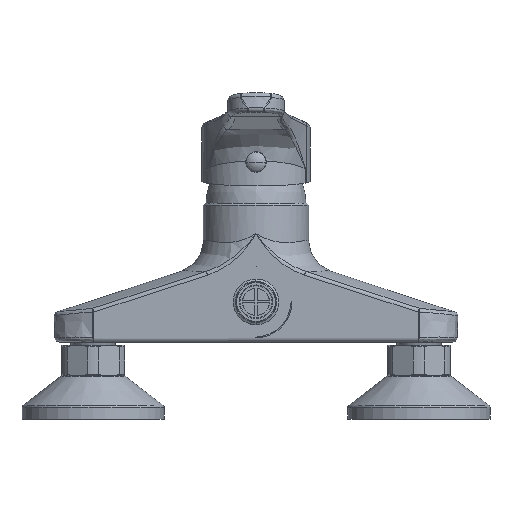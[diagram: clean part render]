
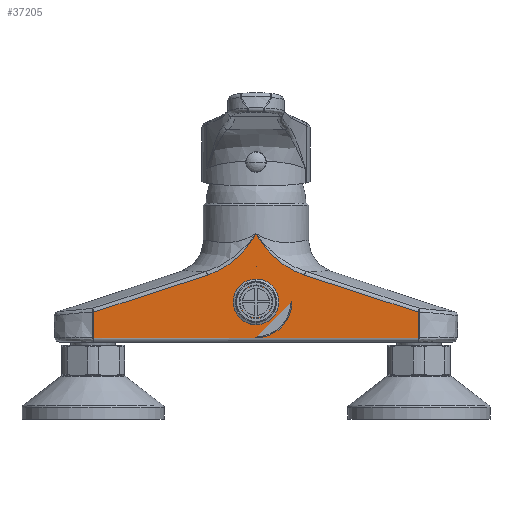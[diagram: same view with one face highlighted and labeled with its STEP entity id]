
A CAD part, front view. The second image highlights one B-rep face of the part: STEP entity #37205.
In plain terms, the highlighted planar face has unit normal (0, -1, 0).
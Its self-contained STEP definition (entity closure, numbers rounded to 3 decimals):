
#4274=CARTESIAN_POINT('',(-0.001,11.,
49.786));
#4281=CARTESIAN_POINT('',(0.,11.,18.5));
#4282=DIRECTION('',(0.,1.,0.));
#4283=DIRECTION('',(0.,0.,-1.));
#4284=AXIS2_PLACEMENT_3D('',#4281,#4282,#4283);
#4286=DIRECTION('',(1.,0.,0.));
#4287=VECTOR('',#4286,74.939);
#4288=CARTESIAN_POINT('',(-74.939,11.,2.));
#4289=LINE('',#4288,#4287);
#4290=CARTESIAN_POINT('',(-74.679,11.,13.757));
#4291=CARTESIAN_POINT('',(-74.702,11.,12.314));
#4292=CARTESIAN_POINT('',(-74.754,11.,9.519));
#4293=CARTESIAN_POINT('',(-74.84,11.,5.609));
#4294=CARTESIAN_POINT('',(-74.905,11.,3.174));
#4295=CARTESIAN_POINT('',(-74.939,11.,2.));
#4297=CARTESIAN_POINT('',(-74.679,11.,13.757));
#4298=CARTESIAN_POINT('',(-68.818,11.,15.663));
#4299=CARTESIAN_POINT('',(-57.125,11.,19.465));
#4300=CARTESIAN_POINT('',(-39.82,11.,25.092));
#4301=CARTESIAN_POINT('',(-28.13,11.,28.892));
#4302=CARTESIAN_POINT('',(-22.273,11.,30.796));
#4304=CARTESIAN_POINT('',(-22.273,11.,30.796));
#4305=CARTESIAN_POINT('',(-21.911,11.,30.914));
#4306=CARTESIAN_POINT('',(-21.186,11.,31.164));
#4307=CARTESIAN_POINT('',(-20.096,11.,31.582));
#4308=CARTESIAN_POINT('',(-19.006,11.,32.045));
#4309=CARTESIAN_POINT('',(-17.918,11.,32.552));
#4310=CARTESIAN_POINT('',(-16.834,11.,33.103));
#4311=CARTESIAN_POINT('',(-15.757,11.,33.699));
#4312=CARTESIAN_POINT('',(-14.687,11.,34.339));
#4313=CARTESIAN_POINT('',(-13.627,11.,35.023));
#4314=CARTESIAN_POINT('',(-12.579,11.,35.751));
#4315=CARTESIAN_POINT('',(-11.542,11.,36.524));
#4316=CARTESIAN_POINT('',(-10.516,11.,37.344));
#4317=CARTESIAN_POINT('',(-9.503,11.,38.211));
#4318=CARTESIAN_POINT('',(-8.499,11.,39.13));
#4319=CARTESIAN_POINT('',(-7.504,11.,40.103));
#4320=CARTESIAN_POINT('',(-6.512,11.,41.138));
#4321=CARTESIAN_POINT('',(-5.519,11.,42.243));
#4322=CARTESIAN_POINT('',(-4.515,11.,43.436));
#4323=CARTESIAN_POINT('',(-3.49,11.,44.733));
#4324=CARTESIAN_POINT('',(-2.423,11.,46.171));
#4325=CARTESIAN_POINT('',(-1.282,11.,47.808));
#4326=CARTESIAN_POINT('',(-0.438,11.,
49.095));
#4327=CARTESIAN_POINT('',(0.,11.,49.784));
#4329=CARTESIAN_POINT('',(22.273,11.,30.796));
#4330=CARTESIAN_POINT('',(21.911,11.,30.914));
#4331=CARTESIAN_POINT('',(21.184,11.,31.164));
#4332=CARTESIAN_POINT('',(20.093,11.,31.584));
#4333=CARTESIAN_POINT('',(19.001,11.,32.047));
#4334=CARTESIAN_POINT('',(17.912,11.,32.555));
#4335=CARTESIAN_POINT('',(16.827,11.,33.107));
#4336=CARTESIAN_POINT('',(15.748,11.,33.704));
#4337=CARTESIAN_POINT('',(14.677,11.,34.345));
#4338=CARTESIAN_POINT('',(13.616,11.,35.03));
#4339=CARTESIAN_POINT('',(12.566,11.,35.76));
#4340=CARTESIAN_POINT('',(11.528,11.,36.535));
#4341=CARTESIAN_POINT('',(10.502,11.,37.356));
#4342=CARTESIAN_POINT('',(9.488,11.,38.224));
#4343=CARTESIAN_POINT('',(8.483,11.,39.145));
#4344=CARTESIAN_POINT('',(7.486,11.,40.12));
#4345=CARTESIAN_POINT('',(6.494,11.,41.157));
#4346=CARTESIAN_POINT('',(5.498,11.,42.267));
#4347=CARTESIAN_POINT('',(4.496,11.,43.459));
#4348=CARTESIAN_POINT('',(3.47,11.,44.759));
#4349=CARTESIAN_POINT('',(2.394,11.,46.211));
#4350=CARTESIAN_POINT('',(1.252,11.,47.853));
#4351=CARTESIAN_POINT('',(0.426,11.,49.115));
#4352=CARTESIAN_POINT('',(0.,11.,49.784));
#4354=CARTESIAN_POINT('',(74.679,11.,13.757));
#4355=CARTESIAN_POINT('',(68.743,11.,15.687));
#4356=CARTESIAN_POINT('',(56.948,11.,19.523));
#4357=CARTESIAN_POINT('',(39.481,11.,25.202));
#4358=CARTESIAN_POINT('',(27.985,11.,28.94));
#4359=CARTESIAN_POINT('',(22.273,11.,30.796));
#4361=CARTESIAN_POINT('',(74.679,11.,13.757));
#4362=CARTESIAN_POINT('',(74.702,11.,12.313));
#4363=CARTESIAN_POINT('',(74.754,11.,9.517));
#4364=CARTESIAN_POINT('',(74.84,11.,5.608));
#4365=CARTESIAN_POINT('',(74.905,11.,3.173));
#4366=CARTESIAN_POINT('',(74.939,11.,2.));
#4368=DIRECTION('',(1.,0.,0.));
#4369=VECTOR('',#4368,74.939);
#4370=CARTESIAN_POINT('',(0.,11.,
2.));
#4371=LINE('',#4370,#4369);
#4372=CARTESIAN_POINT('',(0.,11.,18.5));
#4373=DIRECTION('',(0.,1.,0.));
#4374=DIRECTION('',(0.,0.,1.));
#4375=AXIS2_PLACEMENT_3D('',#4372,#4373,#4374);
#5067=CARTESIAN_POINT('',(74.939,11.,2.));
#6088=CARTESIAN_POINT('',(-74.939,11.,2.));
#25694=VERTEX_POINT('',#4354);
#25695=VERTEX_POINT('',#4359);
#25697=VERTEX_POINT('',#4274);
#25700=VERTEX_POINT('',#4297);
#25701=VERTEX_POINT('',#4302);
#25748=VERTEX_POINT('',#5067);
#25749=VERTEX_POINT('',#6088);
#25884=CARTESIAN_POINT('',(0.,11.,2.));
#25885=CARTESIAN_POINT('',(0.,11.,35.));
#25886=VERTEX_POINT('',#25884);
#25887=VERTEX_POINT('',#25885);
#37180=CARTESIAN_POINT('',(0.,11.,0.));
#37181=DIRECTION('',(0.,1.,0.));
#37182=DIRECTION('',(1.,0.,0.));
#37183=AXIS2_PLACEMENT_3D('',#37180,#37181,#37182);
#37184=PLANE('',#37183);
#37186=ORIENTED_EDGE('',*,*,#37185,.F.);
#37188=ORIENTED_EDGE('',*,*,#37187,.F.);
#37190=ORIENTED_EDGE('',*,*,#37189,.F.);
#37192=ORIENTED_EDGE('',*,*,#37191,.T.);
#37194=ORIENTED_EDGE('',*,*,#37193,.T.);
#37195=ORIENTED_EDGE('',*,*,#37120,.F.);
#37196=ORIENTED_EDGE('',*,*,#37161,.F.);
#37198=ORIENTED_EDGE('',*,*,#37197,.T.);
#37200=ORIENTED_EDGE('',*,*,#37199,.F.);
#37202=ORIENTED_EDGE('',*,*,#37201,.F.);
#37203=EDGE_LOOP('',(#37186,#37188,#37190,#37192,#37194,#37195,#37196,#37198,
#37200,#37202));
#37204=FACE_OUTER_BOUND('',#37203,.F.);
#37205=ADVANCED_FACE('',(#37204),#37184,.F.);
#4285=CIRCLE('',#4284,16.5);
#4296=B_SPLINE_CURVE_WITH_KNOTS('',3,(#4290,#4291,#4292,#4293,#4294,#4295),
.UNSPECIFIED.,.F.,.F.,(4,1,1,4),(0.,0.333,0.667,1.),
.UNSPECIFIED.);
#4303=B_SPLINE_CURVE_WITH_KNOTS('',3,(#4297,#4298,#4299,#4300,#4301,#4302),
.UNSPECIFIED.,.F.,.F.,(4,1,1,4),(0.,0.333,0.667,1.),
.UNSPECIFIED.);
#4328=B_SPLINE_CURVE_WITH_KNOTS('',3,(#4304,#4305,#4306,#4307,#4308,#4309,#4310,
#4311,#4312,#4313,#4314,#4315,#4316,#4317,#4318,#4319,#4320,#4321,#4322,#4323,
#4324,#4325,#4326,#4327),.UNSPECIFIED.,.F.,.F.,(4,1,1,1,1,1,1,1,1,1,1,1,1,1,1,1,
1,1,1,1,1,4),(0.,0.048,0.095,0.143,
0.19,0.238,0.286,0.333,
0.381,0.429,0.476,0.524,
0.571,0.619,0.667,0.714,
0.762,0.81,0.857,0.905,
0.952,1.),.UNSPECIFIED.);
#4353=B_SPLINE_CURVE_WITH_KNOTS('',3,(#4329,#4330,#4331,#4332,#4333,#4334,#4335,
#4336,#4337,#4338,#4339,#4340,#4341,#4342,#4343,#4344,#4345,#4346,#4347,#4348,
#4349,#4350,#4351,#4352),.UNSPECIFIED.,.F.,.F.,(4,1,1,1,1,1,1,1,1,1,1,1,1,1,1,1,
1,1,1,1,1,4),(0.,0.048,0.095,0.143,
0.19,0.238,0.286,0.333,
0.381,0.429,0.476,0.524,
0.571,0.619,0.667,0.714,
0.762,0.81,0.857,0.905,
0.952,1.),.UNSPECIFIED.);
#4360=B_SPLINE_CURVE_WITH_KNOTS('',3,(#4354,#4355,#4356,#4357,#4358,#4359),
.UNSPECIFIED.,.F.,.F.,(4,1,1,4),(0.,0.333,0.667,1.),
.UNSPECIFIED.);
#4367=B_SPLINE_CURVE_WITH_KNOTS('',3,(#4361,#4362,#4363,#4364,#4365,#4366),
.UNSPECIFIED.,.F.,.F.,(4,1,1,4),(0.,0.333,0.667,1.),
.UNSPECIFIED.);
#4376=CIRCLE('',#4375,16.5);
#37120=EDGE_CURVE('',#25695,#25697,#4353,.T.);
#37161=EDGE_CURVE('',#25694,#25695,#4360,.T.);
#37185=EDGE_CURVE('',#25886,#25887,#4285,.T.);
#37187=EDGE_CURVE('',#25749,#25886,#4289,.T.);
#37189=EDGE_CURVE('',#25700,#25749,#4296,.T.);
#37191=EDGE_CURVE('',#25700,#25701,#4303,.T.);
#37193=EDGE_CURVE('',#25701,#25697,#4328,.T.);
#37197=EDGE_CURVE('',#25694,#25748,#4367,.T.);
#37199=EDGE_CURVE('',#25886,#25748,#4371,.T.);
#37201=EDGE_CURVE('',#25887,#25886,#4376,.T.);
